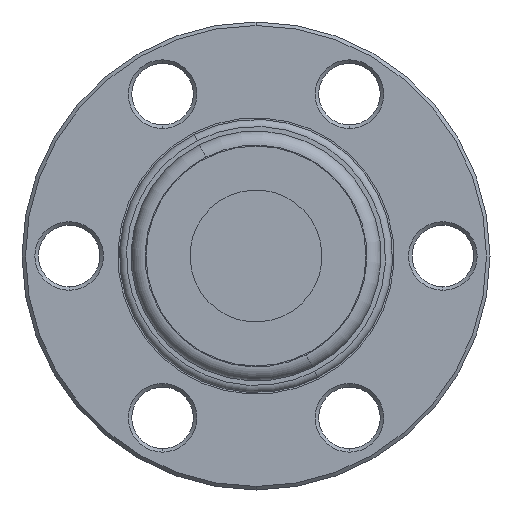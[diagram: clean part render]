
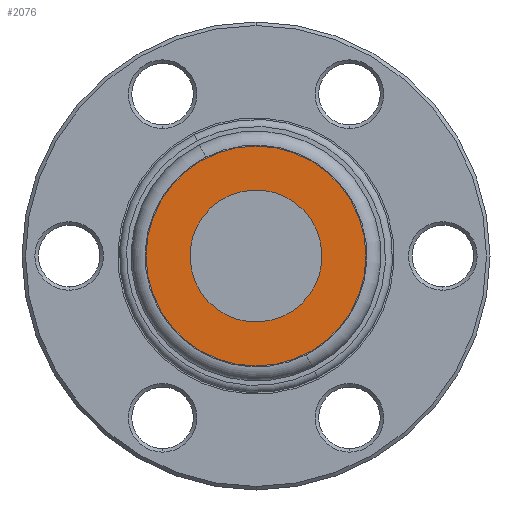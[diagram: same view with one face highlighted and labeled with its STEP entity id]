
A CAD part, front view. The second image highlights one B-rep face of the part: STEP entity #2076.
In plain terms, the highlighted planar face has unit normal (0, -1, 0).
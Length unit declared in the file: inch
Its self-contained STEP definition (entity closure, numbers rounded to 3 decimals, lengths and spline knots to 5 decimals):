
#76 = VERTEX_POINT ( 'NONE', #316 ) ;
#128 = CIRCLE ( 'NONE', #1101, 0.3125 ) ;
#136 = EDGE_LOOP ( 'NONE', ( #460, #1983 ) ) ;
#156 = CARTESIAN_POINT ( 'NONE',  ( 0., -1.46447, 0. ) ) ;
#159 = DIRECTION ( 'NONE',  ( 1., 0., 0. ) ) ;
#245 = AXIS2_PLACEMENT_3D ( 'NONE', #2326, #1886, #962 ) ;
#316 = CARTESIAN_POINT ( 'NONE',  ( 0.15697, -1.46447, 0.10255 ) ) ;
#342 = CARTESIAN_POINT ( 'NONE',  ( 0., -1.46447, 0.3125 ) ) ;
#454 = EDGE_CURVE ( 'NONE', #2173, #76, #2375, .T. ) ;
#460 = ORIENTED_EDGE ( 'NONE', *, *, #1739, .T. ) ;
#484 = VERTEX_POINT ( 'NONE', #342 ) ;
#500 = DIRECTION ( 'NONE',  ( 0., -1., 0. ) ) ;
#667 = DIRECTION ( 'NONE',  ( 0., 1., 0. ) ) ;
#672 = AXIS2_PLACEMENT_3D ( 'NONE', #1887, #1876, #1728 ) ;
#699 = DIRECTION ( 'NONE',  ( 1., 0., 0. ) ) ;
#700 = VERTEX_POINT ( 'NONE', #1363 ) ;
#962 = DIRECTION ( 'NONE',  ( 0., 0., 1. ) ) ;
#1014 = CARTESIAN_POINT ( 'NONE',  ( 0., -1.46447, 0. ) ) ;
#1093 = DIRECTION ( 'NONE',  ( 0., 1., 0. ) ) ;
#1101 = AXIS2_PLACEMENT_3D ( 'NONE', #1014, #500, #1216 ) ;
#1139 = AXIS2_PLACEMENT_3D ( 'NONE', #2376, #667, #159 ) ;
#1146 = FACE_BOUND ( 'NONE', #136, .T. ) ;
#1171 = PLANE ( 'NONE',  #672 ) ;
#1173 = ORIENTED_EDGE ( 'NONE', *, *, #2413, .T. ) ;
#1216 = DIRECTION ( 'NONE',  ( 0., 0., 1. ) ) ;
#1330 = FACE_OUTER_BOUND ( 'NONE', #1671, .T. ) ;
#1363 = CARTESIAN_POINT ( 'NONE',  ( 0., -1.46447, -0.3125 ) ) ;
#1544 = CARTESIAN_POINT ( 'NONE',  ( -0.15697, -1.46447, -0.10255 ) ) ;
#1653 = ORIENTED_EDGE ( 'NONE', *, *, #1821, .T. ) ;
#1671 = EDGE_LOOP ( 'NONE', ( #1653, #1173 ) ) ;
#1728 = DIRECTION ( 'NONE',  ( 0., 0., 1. ) ) ;
#1739 = EDGE_CURVE ( 'NONE', #76, #2173, #2397, .T. ) ;
#1821 = EDGE_CURVE ( 'NONE', #484, #700, #128, .T. ) ;
#1876 = DIRECTION ( 'NONE',  ( 0., -1., 0. ) ) ;
#1886 = DIRECTION ( 'NONE',  ( 0., -1., 0. ) ) ;
#1887 = CARTESIAN_POINT ( 'NONE',  ( 0.3125, -1.46447, 0. ) ) ;
#1983 = ORIENTED_EDGE ( 'NONE', *, *, #454, .T. ) ;
#2076 = ADVANCED_FACE ( 'NONE', ( #1146, #1330 ), #1171, .T. ) ;
#2173 = VERTEX_POINT ( 'NONE', #1544 ) ;
#2175 = CIRCLE ( 'NONE', #245, 0.3125 ) ;
#2326 = CARTESIAN_POINT ( 'NONE',  ( 0., -1.46447, 0. ) ) ;
#2375 = CIRCLE ( 'NONE', #2419, 0.1875 ) ;
#2376 = CARTESIAN_POINT ( 'NONE',  ( 0., -1.46447, 0. ) ) ;
#2397 = CIRCLE ( 'NONE', #1139, 0.1875 ) ;
#2413 = EDGE_CURVE ( 'NONE', #700, #484, #2175, .T. ) ;
#2419 = AXIS2_PLACEMENT_3D ( 'NONE', #156, #1093, #699 ) ;
